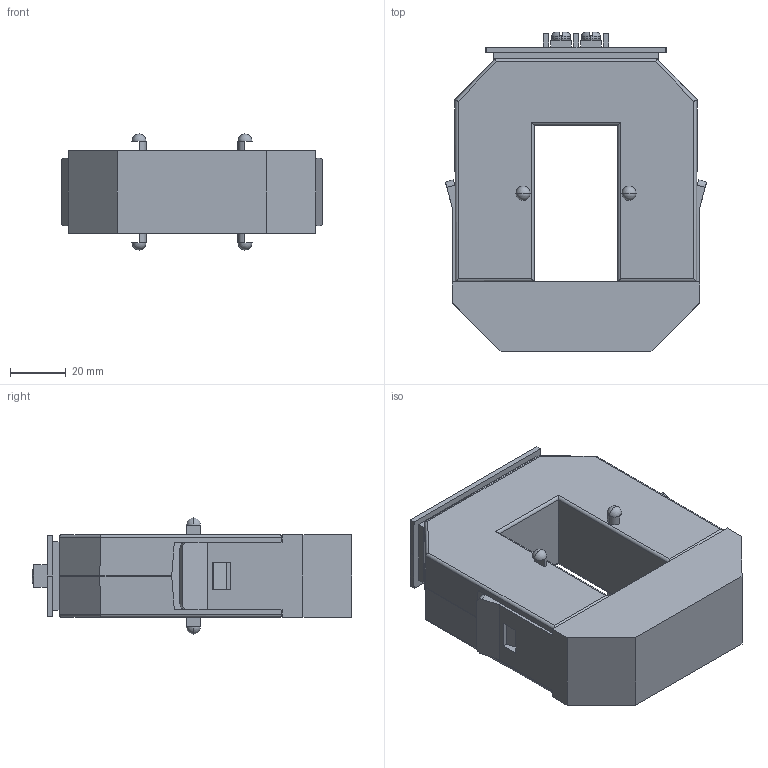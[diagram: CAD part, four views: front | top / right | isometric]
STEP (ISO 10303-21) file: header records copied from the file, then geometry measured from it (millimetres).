
FILE_DESCRIPTION (( 'STEP AP214' ), '1' );
FILE_NAME ('CTF-0200-5-SA.step', '2016-08-09T15:34:39', ( '' ), ( '' ), 'SwSTEP 2.0', 'SolidWorks 2016', '' );
FILE_SCHEMA (( 'AUTOMOTIVE_DESIGN' ));
Length unit declared in the file: inch
Products named in the file (1): CTF-0200-5-SA
Bounding box: 93.88 x 114.74 x 41.7 mm (x, y, z)
Volume: 217393.5 mm3; surface area: 40391.3 mm2
Topology: 8 solids, 8 shells, 210 faces, 526 edges, 334 vertices
Faces by surface type: plane 160, cylinder 34, torus 8, sphere 8
Entity records: 6771 total; most frequent: CARTESIAN_POINT 1287, ORIENTED_EDGE 1036, DIRECTION 966, EDGE_CURVE 518, LINE 396, VECTOR 396, VERTEX_POINT 334, AXIS2_PLACEMENT_3D 285
